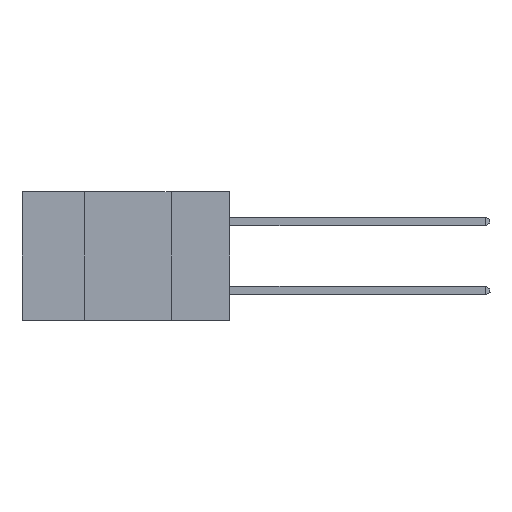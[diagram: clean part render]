
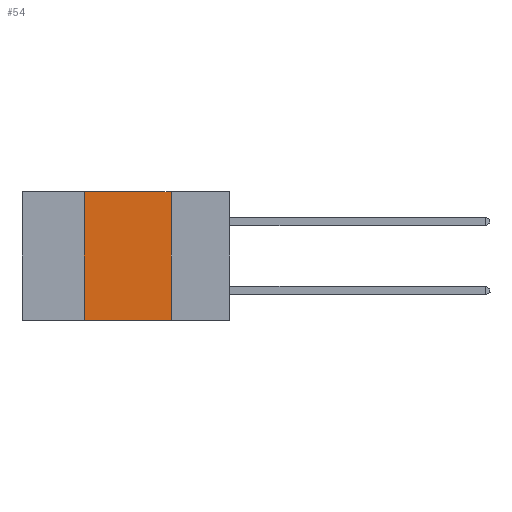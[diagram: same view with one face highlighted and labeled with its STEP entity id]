
A CAD part, left-side view. The second image highlights one B-rep face of the part: STEP entity #54.
In plain terms, the highlighted planar face has unit normal (-1, 0, 0).
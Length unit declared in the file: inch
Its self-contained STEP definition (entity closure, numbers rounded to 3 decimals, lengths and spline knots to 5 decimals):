
#54 = ADVANCED_FACE ( 'NONE', ( #6722 ), #7607, .F. ) ;
#661 = LINE ( 'NONE', #13099, #2595 ) ;
#2077 = DIRECTION ( 'NONE',  ( 1., 0., 0. ) ) ;
#2488 = EDGE_CURVE ( 'NONE', #10888, #9645, #14155, .T. ) ;
#2530 = CARTESIAN_POINT ( 'NONE',  ( 0., 0.42, -0.37 ) ) ;
#2595 = VECTOR ( 'NONE', #4977, 39.37008 ) ;
#3031 = LINE ( 'NONE', #5677, #7173 ) ;
#3385 = VECTOR ( 'NONE', #13600, 39.37008 ) ;
#3421 = VERTEX_POINT ( 'NONE', #2530 ) ;
#3590 = ORIENTED_EDGE ( 'NONE', *, *, #7950, .F. ) ;
#3679 = LINE ( 'NONE', #4127, #8655 ) ;
#4127 = CARTESIAN_POINT ( 'NONE',  ( 0., 0.42, 0. ) ) ;
#4519 = CARTESIAN_POINT ( 'NONE',  ( 0., 0.17, 0. ) ) ;
#4806 = EDGE_LOOP ( 'NONE', ( #4981, #9298, #3590, #10684 ) ) ;
#4977 = DIRECTION ( 'NONE',  ( 0., -1., 0. ) ) ;
#4981 = ORIENTED_EDGE ( 'NONE', *, *, #2488, .F. ) ;
#5131 = CARTESIAN_POINT ( 'NONE',  ( 0., 0.17, -0.37 ) ) ;
#5677 = CARTESIAN_POINT ( 'NONE',  ( 0., 0.6, -0.37 ) ) ;
#6722 = FACE_OUTER_BOUND ( 'NONE', #4806, .T. ) ;
#6744 = DIRECTION ( 'NONE',  ( 0., -1., 0. ) ) ;
#7173 = VECTOR ( 'NONE', #6744, 39.37008 ) ;
#7607 = PLANE ( 'NONE',  #12814 ) ;
#7950 = EDGE_CURVE ( 'NONE', #3421, #12770, #3679, .T. ) ;
#8655 = VECTOR ( 'NONE', #11878, 39.37008 ) ;
#9298 = ORIENTED_EDGE ( 'NONE', *, *, #10792, .F. ) ;
#9645 = VERTEX_POINT ( 'NONE', #5131 ) ;
#10684 = ORIENTED_EDGE ( 'NONE', *, *, #13077, .T. ) ;
#10792 = EDGE_CURVE ( 'NONE', #12770, #10888, #661, .T. ) ;
#10888 = VERTEX_POINT ( 'NONE', #4519 ) ;
#11878 = DIRECTION ( 'NONE',  ( 0., 0., 1. ) ) ;
#11933 = CARTESIAN_POINT ( 'NONE',  ( 0., 0.17, 0. ) ) ;
#12081 = CARTESIAN_POINT ( 'NONE',  ( 0., 0.6, 0. ) ) ;
#12770 = VERTEX_POINT ( 'NONE', #13895 ) ;
#12814 = AXIS2_PLACEMENT_3D ( 'NONE', #12081, #2077, #13322 ) ;
#13077 = EDGE_CURVE ( 'NONE', #3421, #9645, #3031, .T. ) ;
#13099 = CARTESIAN_POINT ( 'NONE',  ( 0., 0.6, 0. ) ) ;
#13322 = DIRECTION ( 'NONE',  ( 0., 0., -1. ) ) ;
#13600 = DIRECTION ( 'NONE',  ( 0., 0., -1. ) ) ;
#13895 = CARTESIAN_POINT ( 'NONE',  ( 0., 0.42, 0. ) ) ;
#14155 = LINE ( 'NONE', #11933, #3385 ) ;
